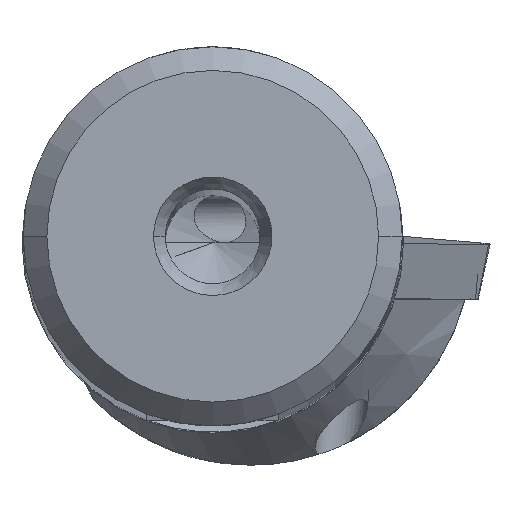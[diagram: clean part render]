
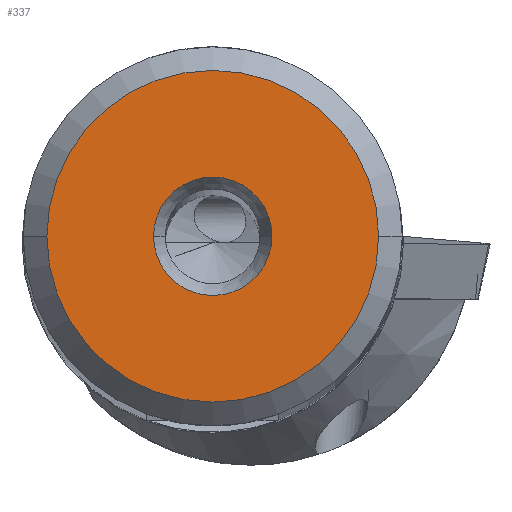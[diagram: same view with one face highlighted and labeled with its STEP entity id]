
A CAD part, top view. The second image highlights one B-rep face of the part: STEP entity #337.
In plain terms, the highlighted planar face has unit normal (0, 0, 1).
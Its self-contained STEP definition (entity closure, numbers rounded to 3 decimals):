
#337=ADVANCED_FACE('',(#422,#423),#408,.T.);
#408=PLANE('',#2161);
#422=FACE_BOUND('',#487,.T.);
#423=FACE_BOUND('',#488,.T.);
#487=EDGE_LOOP('',(#859,#860,#861,#862));
#488=EDGE_LOOP('',(#863,#864));
#859=ORIENTED_EDGE('',*,*,#1459,.F.);
#860=ORIENTED_EDGE('',*,*,#1458,.F.);
#861=ORIENTED_EDGE('',*,*,#1460,.F.);
#862=ORIENTED_EDGE('',*,*,#1461,.F.);
#863=ORIENTED_EDGE('',*,*,#1462,.F.);
#864=ORIENTED_EDGE('',*,*,#1463,.F.);
#1218=VERTEX_POINT('',#3396);
#1219=VERTEX_POINT('',#3398);
#1220=VERTEX_POINT('',#3400);
#1221=VERTEX_POINT('',#3404);
#1222=VERTEX_POINT('',#3407);
#1223=VERTEX_POINT('',#3408);
#1458=EDGE_CURVE('',#1219,#1220,#1641,.T.);
#1459=EDGE_CURVE('',#1220,#1218,#1642,.T.);
#1460=EDGE_CURVE('',#1221,#1219,#1643,.T.);
#1461=EDGE_CURVE('',#1218,#1221,#1644,.T.);
#1462=EDGE_CURVE('',#1222,#1223,#1645,.T.);
#1463=EDGE_CURVE('',#1223,#1222,#1646,.T.);
#1641=CIRCLE('',#2154,7.);
#1642=CIRCLE('',#2155,7.);
#1643=CIRCLE('',#2157,7.);
#1644=CIRCLE('',#2158,7.);
#1645=CIRCLE('',#2159,2.5);
#1646=CIRCLE('',#2160,2.5);
#2154=AXIS2_PLACEMENT_3D('',#3399,#2616,#2617);
#2155=AXIS2_PLACEMENT_3D('',#3401,#2618,#2619);
#2157=AXIS2_PLACEMENT_3D('',#3403,#2622,#2623);
#2158=AXIS2_PLACEMENT_3D('',#3405,#2624,#2625);
#2159=AXIS2_PLACEMENT_3D('',#3406,#2626,#2627);
#2160=AXIS2_PLACEMENT_3D('',#3409,#2628,#2629);
#2161=AXIS2_PLACEMENT_3D('',#3410,#2630,#2631);
#2616=DIRECTION('',(0.,0.,-1.));
#2617=DIRECTION('',(-1.,0.,0.));
#2618=DIRECTION('',(0.,0.,-1.));
#2619=DIRECTION('',(0.,1.,0.));
#2622=DIRECTION('',(0.,0.,-1.));
#2623=DIRECTION('',(0.,-1.,0.));
#2624=DIRECTION('',(0.,0.,-1.));
#2625=DIRECTION('',(1.,0.,0.));
#2626=DIRECTION('',(0.,0.,1.));
#2627=DIRECTION('',(-1.,0.,0.));
#2628=DIRECTION('',(0.,0.,1.));
#2629=DIRECTION('',(1.,0.,0.));
#2630=DIRECTION('',(0.,0.,1.));
#2631=DIRECTION('',(1.,0.,0.));
#3396=CARTESIAN_POINT('',(7.,0.,0.));
#3398=CARTESIAN_POINT('',(-7.,0.,0.));
#3399=CARTESIAN_POINT('',(0.,0.,0.));
#3400=CARTESIAN_POINT('',(0.,7.,0.));
#3401=CARTESIAN_POINT('',(0.,0.,0.));
#3403=CARTESIAN_POINT('',(0.,0.,0.));
#3404=CARTESIAN_POINT('',(0.,-7.,0.));
#3405=CARTESIAN_POINT('',(0.,0.,0.));
#3406=CARTESIAN_POINT('',(0.,0.,0.));
#3407=CARTESIAN_POINT('',(-2.5,0.,0.));
#3408=CARTESIAN_POINT('',(2.5,0.,0.));
#3409=CARTESIAN_POINT('',(0.,0.,0.));
#3410=CARTESIAN_POINT('',(0.,0.,0.));
